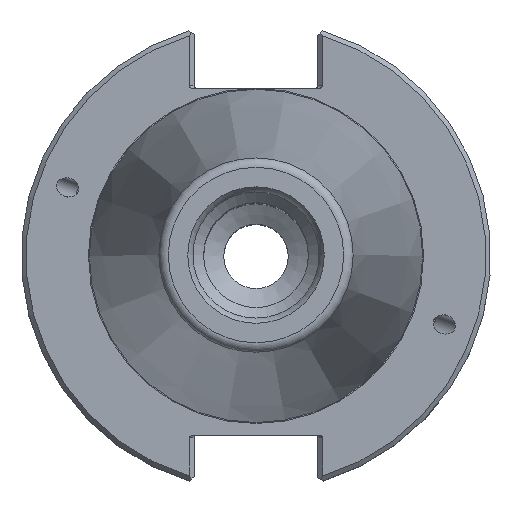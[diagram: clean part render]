
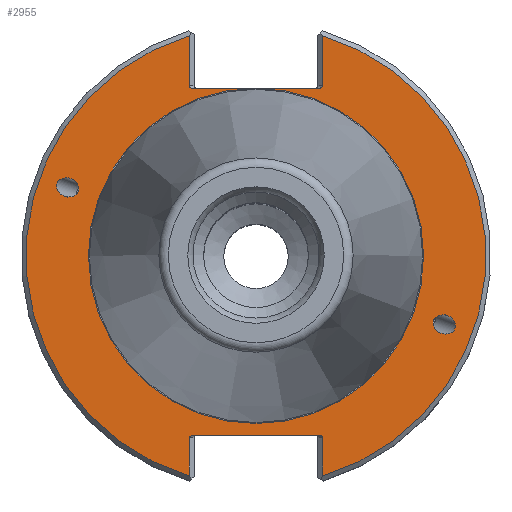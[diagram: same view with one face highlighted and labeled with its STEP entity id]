
A CAD part, top view. The second image highlights one B-rep face of the part: STEP entity #2955.
In plain terms, the highlighted planar face has unit normal (0, 0, 1).
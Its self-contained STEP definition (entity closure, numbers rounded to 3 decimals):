
#24=ELLIPSE('',#3138,2.381,1.95);
#25=ELLIPSE('',#3144,0.707,0.5);
#26=ELLIPSE('',#3146,0.707,0.5);
#27=ELLIPSE('',#3151,2.381,1.95);
#35=ELLIPSE('',#3176,0.707,0.5);
#36=ELLIPSE('',#3178,0.707,0.5);
#86=LINE('',#4489,#167);
#87=LINE('',#4498,#168);
#92=LINE('',#4517,#173);
#93=LINE('',#4529,#174);
#103=LINE('',#4563,#184);
#114=LINE('',#4610,#195);
#167=VECTOR('',#3583,1000.);
#168=VECTOR('',#3590,1000.);
#173=VECTOR('',#3605,1000.);
#174=VECTOR('',#3616,1000.);
#184=VECTOR('',#3642,1000.);
#195=VECTOR('',#3687,1000.);
#233=PLANE('',#3177);
#355=CIRCLE('',#3136,35.118);
#356=CIRCLE('',#3141,48.21);
#357=CIRCLE('',#3149,48.21);
#804=ORIENTED_EDGE('',*,*,#1105,.F.);
#805=ORIENTED_EDGE('',*,*,#1104,.T.);
#806=ORIENTED_EDGE('',*,*,#1102,.T.);
#807=ORIENTED_EDGE('',*,*,#1098,.T.);
#808=ORIENTED_EDGE('',*,*,#1120,.F.);
#809=ORIENTED_EDGE('',*,*,#1096,.T.);
#810=ORIENTED_EDGE('',*,*,#1094,.T.);
#811=ORIENTED_EDGE('',*,*,#1092,.T.);
#812=ORIENTED_EDGE('',*,*,#1091,.T.);
#813=ORIENTED_EDGE('',*,*,#1139,.T.);
#814=ORIENTED_EDGE('',*,*,#1141,.F.);
#815=ORIENTED_EDGE('',*,*,#1142,.T.);
#816=ORIENTED_EDGE('',*,*,#1106,.T.);
#817=ORIENTED_EDGE('',*,*,#1088,.F.);
#818=ORIENTED_EDGE('',*,*,#1087,.F.);
#1087=EDGE_CURVE('',#1316,#1316,#355,.T.);
#1088=EDGE_CURVE('',#1317,#1317,#24,.T.);
#1091=EDGE_CURVE('',#1318,#1319,#86,.T.);
#1092=EDGE_CURVE('',#1320,#1318,#356,.T.);
#1094=EDGE_CURVE('',#1321,#1320,#87,.T.);
#1096=EDGE_CURVE('',#1322,#1321,#25,.F.);
#1098=EDGE_CURVE('',#1323,#1324,#26,.F.);
#1102=EDGE_CURVE('',#1325,#1323,#92,.T.);
#1104=EDGE_CURVE('',#1326,#1325,#357,.T.);
#1105=EDGE_CURVE('',#1327,#1327,#27,.T.);
#1106=EDGE_CURVE('',#1328,#1326,#93,.T.);
#1120=EDGE_CURVE('',#1322,#1324,#103,.T.);
#1139=EDGE_CURVE('',#1319,#1346,#35,.F.);
#1141=EDGE_CURVE('',#1347,#1346,#114,.T.);
#1142=EDGE_CURVE('',#1347,#1328,#36,.F.);
#1316=VERTEX_POINT('',#4477);
#1317=VERTEX_POINT('',#4480);
#1318=VERTEX_POINT('',#4486);
#1319=VERTEX_POINT('',#4488);
#1320=VERTEX_POINT('',#4492);
#1321=VERTEX_POINT('',#4499);
#1322=VERTEX_POINT('',#4503);
#1323=VERTEX_POINT('',#4507);
#1324=VERTEX_POINT('',#4508);
#1325=VERTEX_POINT('',#4516);
#1326=VERTEX_POINT('',#4523);
#1327=VERTEX_POINT('',#4527);
#1328=VERTEX_POINT('',#4530);
#1346=VERTEX_POINT('',#4607);
#1347=VERTEX_POINT('',#4611);
#1586=EDGE_LOOP('',(#804));
#1587=EDGE_LOOP('',(#805,#806,#807,#808,#809,#810,#811,#812,#813,#814,#815,
#816));
#1588=EDGE_LOOP('',(#817));
#1589=EDGE_LOOP('',(#818));
#1800=FACE_BOUND('',#1586,.T.);
#1801=FACE_BOUND('',#1587,.T.);
#1802=FACE_BOUND('',#1588,.T.);
#1803=FACE_BOUND('',#1589,.T.);
#2955=ADVANCED_FACE('',(#1800,#1801,#1802,#1803),#233,.T.);
#3136=AXIS2_PLACEMENT_3D('',#4476,#3574,#3575);
#3138=AXIS2_PLACEMENT_3D('',#4479,#3578,#3579);
#3141=AXIS2_PLACEMENT_3D('',#4491,#3586,#3587);
#3144=AXIS2_PLACEMENT_3D('',#4502,#3594,#3595);
#3146=AXIS2_PLACEMENT_3D('',#4506,#3599,#3600);
#3149=AXIS2_PLACEMENT_3D('',#4524,#3608,#3609);
#3151=AXIS2_PLACEMENT_3D('',#4526,#3612,#3613);
#3176=AXIS2_PLACEMENT_3D('',#4606,#3682,#3683);
#3177=AXIS2_PLACEMENT_3D('',#4609,#3685,#3686);
#3178=AXIS2_PLACEMENT_3D('',#4612,#3688,#3689);
#3574=DIRECTION('',(0.,0.,1.));
#3575=DIRECTION('',(1.,0.,0.));
#3578=DIRECTION('',(0.,0.,1.));
#3579=DIRECTION('',(-0.94,0.342,0.));
#3583=DIRECTION('',(0.,-1.,0.));
#3586=DIRECTION('',(0.,0.,1.));
#3587=DIRECTION('',(1.,0.,0.));
#3590=DIRECTION('',(0.,-1.,0.));
#3594=DIRECTION('',(0.,0.,1.));
#3595=DIRECTION('',(1.,0.,0.));
#3599=DIRECTION('',(0.,0.,1.));
#3600=DIRECTION('',(1.,0.,0.));
#3605=DIRECTION('',(0.,1.,0.));
#3608=DIRECTION('',(0.,0.,1.));
#3609=DIRECTION('',(1.,0.,0.));
#3612=DIRECTION('',(0.,0.,1.));
#3613=DIRECTION('',(0.94,-0.342,0.));
#3616=DIRECTION('',(0.,1.,0.));
#3642=DIRECTION('',(-1.,0.,0.));
#3682=DIRECTION('',(0.,0.,1.));
#3683=DIRECTION('',(-1.,0.,0.));
#3685=DIRECTION('',(0.,0.,1.));
#3686=DIRECTION('',(1.,0.,0.));
#3687=DIRECTION('',(1.,0.,0.));
#3688=DIRECTION('',(0.,0.,1.));
#3689=DIRECTION('',(-1.,0.,0.));
#4476=CARTESIAN_POINT('',(0.,0.,-3.17));
#4477=CARTESIAN_POINT('',(35.118,0.,-3.17));
#4479=CARTESIAN_POINT('',(39.467,-14.365,-3.17));
#4480=CARTESIAN_POINT('',(37.23,-13.551,-3.17));
#4486=CARTESIAN_POINT('',(13.955,46.146,-3.17));
#4488=CARTESIAN_POINT('',(13.955,35.66,-3.17));
#4489=CARTESIAN_POINT('',(13.955,35.16,-3.17));
#4491=CARTESIAN_POINT('',(0.,0.,-3.17));
#4492=CARTESIAN_POINT('',(13.955,-46.146,-3.17));
#4498=CARTESIAN_POINT('',(13.955,-47.619,-3.17));
#4499=CARTESIAN_POINT('',(13.955,-38.07,-3.17));
#4502=CARTESIAN_POINT('',(13.248,-38.07,-3.17));
#4503=CARTESIAN_POINT('',(13.248,-37.57,-3.17));
#4506=CARTESIAN_POINT('',(-13.248,-38.07,-3.17));
#4507=CARTESIAN_POINT('',(-13.955,-38.07,-3.17));
#4508=CARTESIAN_POINT('',(-13.248,-37.57,-3.17));
#4516=CARTESIAN_POINT('',(-13.955,-46.146,-3.17));
#4517=CARTESIAN_POINT('',(-13.955,-37.57,-3.17));
#4523=CARTESIAN_POINT('',(-13.955,46.146,-3.17));
#4524=CARTESIAN_POINT('',(0.,0.,-3.17));
#4526=CARTESIAN_POINT('',(-39.467,14.365,-3.17));
#4527=CARTESIAN_POINT('',(-37.23,13.551,-3.17));
#4529=CARTESIAN_POINT('',(-13.955,47.619,-3.17));
#4530=CARTESIAN_POINT('',(-13.955,35.66,-3.17));
#4563=CARTESIAN_POINT('',(12.955,-37.57,-3.17));
#4606=CARTESIAN_POINT('',(13.248,35.66,-3.17));
#4607=CARTESIAN_POINT('',(13.248,35.16,-3.17));
#4609=CARTESIAN_POINT('',(35.118,0.,-3.17));
#4610=CARTESIAN_POINT('',(-12.955,35.16,-3.17));
#4611=CARTESIAN_POINT('',(-13.248,35.16,-3.17));
#4612=CARTESIAN_POINT('',(-13.248,35.66,-3.17));
